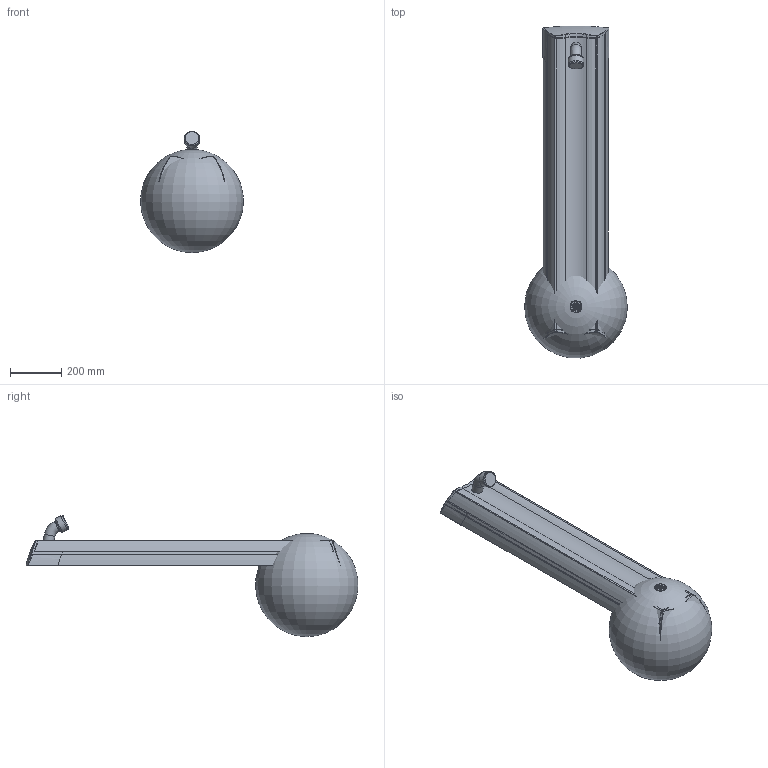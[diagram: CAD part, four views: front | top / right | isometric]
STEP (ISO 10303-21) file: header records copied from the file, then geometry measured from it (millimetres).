
FILE_DESCRIPTION (( 'STEP AP203' ), '1' );
FILE_NAME ('6664F+6664FT+64152200.STEP', '2017-03-09T05:58:04', ( '' ), ( '' ), 'SwSTEP 2.0', 'SolidWorks 2016', '' );
FILE_SCHEMA (( 'CONFIG_CONTROL_DESIGN' ));
Length unit declared in the file: millimetre
Products named in the file (1): 6664F+6664FT+64152200
Bounding box: 402.01 x 1297.87 x 474.22 mm (x, y, z)
Volume: 10207359.8 mm3; surface area: 1652019 mm2
Topology: 2 solids, 4 shells, 224 faces, 572 edges, 341 vertices
Faces by surface type: bspline 93, cylinder 46, plane 39, sphere 26, torus 20
Full cylindrical faces by diameter (mm): 38.351 x1, 42 x2, 60 x1, 60.3 x1
Entity records: 9861 total; most frequent: CARTESIAN_POINT 5849, ORIENTED_EDGE 938, DIRECTION 634, EDGE_CURVE 469, VERTEX_POINT 285, AXIS2_PLACEMENT_3D 252, EDGE_LOOP 228, FACE_OUTER_BOUND 222
